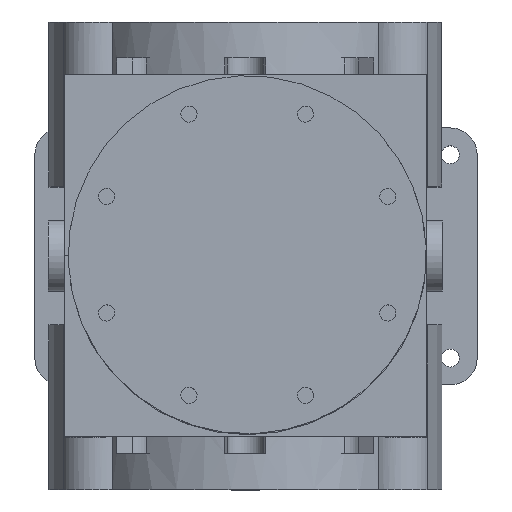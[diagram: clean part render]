
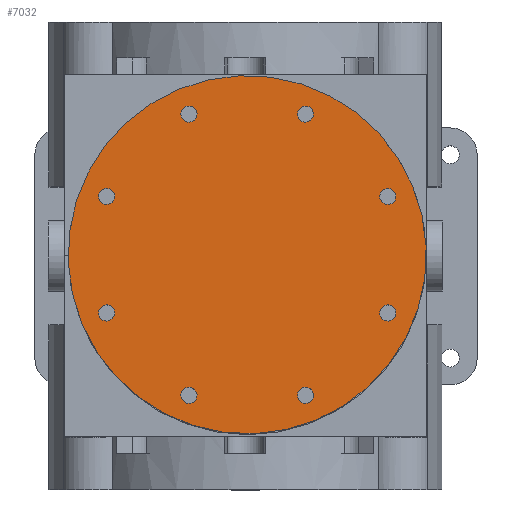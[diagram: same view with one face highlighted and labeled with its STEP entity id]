
A CAD part, top view. The second image highlights one B-rep face of the part: STEP entity #7032.
In plain terms, the highlighted planar face has unit normal (0, 0, 1).
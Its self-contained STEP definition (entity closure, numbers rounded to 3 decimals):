
#481=FACE_BOUND('',#1377,.T.);
#482=FACE_BOUND('',#1378,.T.);
#483=FACE_BOUND('',#1379,.T.);
#484=FACE_BOUND('',#1380,.T.);
#485=FACE_BOUND('',#1381,.T.);
#486=FACE_BOUND('',#1382,.T.);
#487=FACE_BOUND('',#1383,.T.);
#488=FACE_BOUND('',#1384,.T.);
#635=CIRCLE('',#7613,2.25);
#637=CIRCLE('',#7616,2.25);
#639=CIRCLE('',#7619,2.25);
#641=CIRCLE('',#7622,2.25);
#643=CIRCLE('',#7625,2.25);
#645=CIRCLE('',#7628,2.25);
#647=CIRCLE('',#7631,2.25);
#649=CIRCLE('',#7634,2.25);
#651=CIRCLE('',#7637,50.);
#966=FACE_OUTER_BOUND('',#1376,.T.);
#1376=EDGE_LOOP('',(#5038));
#1377=EDGE_LOOP('',(#5039));
#1378=EDGE_LOOP('',(#5040));
#1379=EDGE_LOOP('',(#5041));
#1380=EDGE_LOOP('',(#5042));
#1381=EDGE_LOOP('',(#5043));
#1382=EDGE_LOOP('',(#5044));
#1383=EDGE_LOOP('',(#5045));
#1384=EDGE_LOOP('',(#5046));
#3064=VERTEX_POINT('',#10788);
#3066=VERTEX_POINT('',#10794);
#3068=VERTEX_POINT('',#10800);
#3070=VERTEX_POINT('',#10806);
#3072=VERTEX_POINT('',#10812);
#3074=VERTEX_POINT('',#10818);
#3076=VERTEX_POINT('',#10824);
#3078=VERTEX_POINT('',#10830);
#3080=VERTEX_POINT('',#10836);
#3803=EDGE_CURVE('',#3064,#3064,#635,.T.);
#3806=EDGE_CURVE('',#3066,#3066,#637,.T.);
#3809=EDGE_CURVE('',#3068,#3068,#639,.T.);
#3812=EDGE_CURVE('',#3070,#3070,#641,.T.);
#3815=EDGE_CURVE('',#3072,#3072,#643,.T.);
#3818=EDGE_CURVE('',#3074,#3074,#645,.T.);
#3821=EDGE_CURVE('',#3076,#3076,#647,.T.);
#3824=EDGE_CURVE('',#3078,#3078,#649,.T.);
#3827=EDGE_CURVE('',#3080,#3080,#651,.T.);
#5038=ORIENTED_EDGE('',*,*,#3827,.T.);
#5039=ORIENTED_EDGE('',*,*,#3824,.T.);
#5040=ORIENTED_EDGE('',*,*,#3821,.T.);
#5041=ORIENTED_EDGE('',*,*,#3818,.T.);
#5042=ORIENTED_EDGE('',*,*,#3815,.T.);
#5043=ORIENTED_EDGE('',*,*,#3812,.T.);
#5044=ORIENTED_EDGE('',*,*,#3809,.T.);
#5045=ORIENTED_EDGE('',*,*,#3806,.T.);
#5046=ORIENTED_EDGE('',*,*,#3803,.T.);
#6786=PLANE('',#7639);
#7032=ADVANCED_FACE('',(#966,#481,#482,#483,#484,#485,#486,#487,#488),#6786,
 .T.);
#7613=AXIS2_PLACEMENT_3D('',#10789,#8560,#8561);
#7616=AXIS2_PLACEMENT_3D('',#10795,#8567,#8568);
#7619=AXIS2_PLACEMENT_3D('',#10801,#8574,#8575);
#7622=AXIS2_PLACEMENT_3D('',#10807,#8581,#8582);
#7625=AXIS2_PLACEMENT_3D('',#10813,#8588,#8589);
#7628=AXIS2_PLACEMENT_3D('',#10819,#8595,#8596);
#7631=AXIS2_PLACEMENT_3D('',#10825,#8602,#8603);
#7634=AXIS2_PLACEMENT_3D('',#10831,#8609,#8610);
#7637=AXIS2_PLACEMENT_3D('',#10837,#8616,#8617);
#7639=AXIS2_PLACEMENT_3D('',#10841,#8621,#8622);
#8560=DIRECTION('center_axis',(0.,0.,-1.));
#8561=DIRECTION('ref_axis',(0.924,0.383,0.));
#8567=DIRECTION('center_axis',(0.,0.,-1.));
#8568=DIRECTION('ref_axis',(0.924,0.383,0.));
#8574=DIRECTION('center_axis',(0.,0.,-1.));
#8575=DIRECTION('ref_axis',(0.924,0.383,0.));
#8581=DIRECTION('center_axis',(0.,0.,-1.));
#8582=DIRECTION('ref_axis',(0.924,0.383,0.));
#8588=DIRECTION('center_axis',(0.,0.,-1.));
#8589=DIRECTION('ref_axis',(0.924,0.383,0.));
#8595=DIRECTION('center_axis',(0.,0.,-1.));
#8596=DIRECTION('ref_axis',(0.924,0.383,0.));
#8602=DIRECTION('center_axis',(0.,0.,-1.));
#8603=DIRECTION('ref_axis',(0.924,0.383,0.));
#8609=DIRECTION('center_axis',(0.,0.,-1.));
#8610=DIRECTION('ref_axis',(0.924,0.383,0.));
#8616=DIRECTION('center_axis',(0.,0.,1.));
#8617=DIRECTION('ref_axis',(0.924,0.383,0.));
#8621=DIRECTION('center_axis',(0.,0.,1.));
#8622=DIRECTION('ref_axis',(0.924,0.383,0.));
#10788=CARTESIAN_POINT('',(14.735,38.631,22.5));
#10789=CARTESIAN_POINT('Origin',(16.813,39.492,22.5));
#10794=CARTESIAN_POINT('',(-17.793,38.631,22.5));
#10795=CARTESIAN_POINT('Origin',(-15.715,39.492,22.5));
#10800=CARTESIAN_POINT('',(-40.794,15.631,22.5));
#10801=CARTESIAN_POINT('Origin',(-38.715,16.492,22.5));
#10806=CARTESIAN_POINT('',(-40.794,-16.898,22.5));
#10807=CARTESIAN_POINT('Origin',(-38.715,-16.036,22.5));
#10812=CARTESIAN_POINT('',(-17.793,-39.898,22.5));
#10813=CARTESIAN_POINT('Origin',(-15.715,-39.037,22.5));
#10818=CARTESIAN_POINT('',(14.735,-39.898,22.5));
#10819=CARTESIAN_POINT('Origin',(16.813,-39.037,22.5));
#10824=CARTESIAN_POINT('',(37.736,-16.898,22.5));
#10825=CARTESIAN_POINT('Origin',(39.814,-16.036,22.5));
#10830=CARTESIAN_POINT('',(37.736,15.631,22.5));
#10831=CARTESIAN_POINT('Origin',(39.814,16.492,22.5));
#10836=CARTESIAN_POINT('',(-45.645,-18.907,22.5));
#10837=CARTESIAN_POINT('Origin',(0.549,0.228,22.5));
#10841=CARTESIAN_POINT('Origin',(0.549,0.228,22.5));
